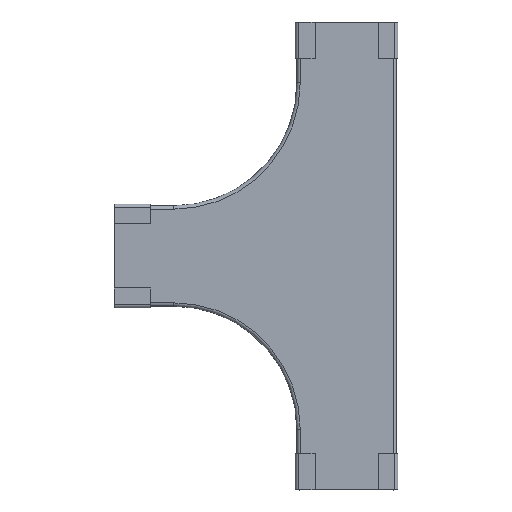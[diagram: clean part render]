
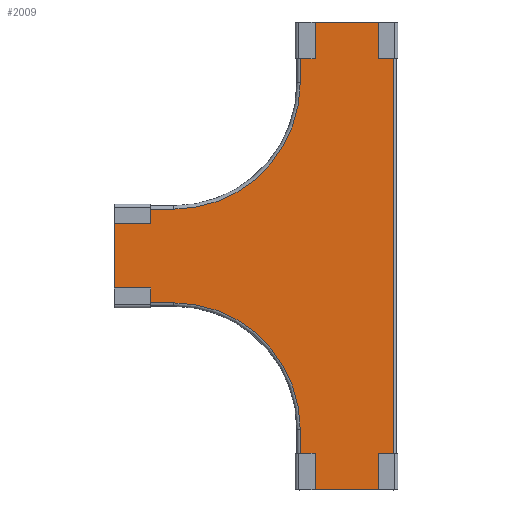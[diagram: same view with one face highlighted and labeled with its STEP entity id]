
A CAD part, top view. The second image highlights one B-rep face of the part: STEP entity #2009.
In plain terms, the highlighted planar face has unit normal (0, 0, 1).
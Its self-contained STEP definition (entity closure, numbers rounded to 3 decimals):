
#96=CIRCLE('',#2194,102.75);
#97=CIRCLE('',#2195,102.75);
#247=FACE_OUTER_BOUND('',#361,.T.);
#361=EDGE_LOOP('',(#1680,#1681,#1682,#1683,#1684,#1685,#1686,#1687,#1688,
#1689));
#534=LINE('',#3284,#734);
#536=LINE('',#3292,#736);
#537=LINE('',#3294,#737);
#538=LINE('',#3298,#738);
#539=LINE('',#3300,#739);
#540=LINE('',#3302,#740);
#541=LINE('',#3306,#741);
#542=LINE('',#3307,#742);
#734=VECTOR('',#2676,1.);
#736=VECTOR('',#2684,1.);
#737=VECTOR('',#2685,1.);
#738=VECTOR('',#2688,1.);
#739=VECTOR('',#2689,1.);
#740=VECTOR('',#2690,1.);
#741=VECTOR('',#2693,1.);
#742=VECTOR('',#2694,1.);
#928=VERTEX_POINT('',#3282);
#929=VERTEX_POINT('',#3283);
#932=VERTEX_POINT('',#3291);
#933=VERTEX_POINT('',#3293);
#934=VERTEX_POINT('',#3295);
#935=VERTEX_POINT('',#3297);
#936=VERTEX_POINT('',#3299);
#937=VERTEX_POINT('',#3301);
#938=VERTEX_POINT('',#3303);
#939=VERTEX_POINT('',#3305);
#1186=EDGE_CURVE('',#928,#929,#534,.T.);
#1190=EDGE_CURVE('',#932,#928,#536,.T.);
#1191=EDGE_CURVE('',#933,#932,#537,.T.);
#1192=EDGE_CURVE('',#934,#933,#96,.T.);
#1193=EDGE_CURVE('',#934,#935,#538,.T.);
#1194=EDGE_CURVE('',#935,#936,#539,.T.);
#1195=EDGE_CURVE('',#937,#936,#540,.T.);
#1196=EDGE_CURVE('',#937,#938,#97,.T.);
#1197=EDGE_CURVE('',#938,#939,#541,.T.);
#1198=EDGE_CURVE('',#929,#939,#542,.T.);
#1680=ORIENTED_EDGE('',*,*,#1186,.F.);
#1681=ORIENTED_EDGE('',*,*,#1190,.F.);
#1682=ORIENTED_EDGE('',*,*,#1191,.F.);
#1683=ORIENTED_EDGE('',*,*,#1192,.F.);
#1684=ORIENTED_EDGE('',*,*,#1193,.T.);
#1685=ORIENTED_EDGE('',*,*,#1194,.T.);
#1686=ORIENTED_EDGE('',*,*,#1195,.F.);
#1687=ORIENTED_EDGE('',*,*,#1196,.T.);
#1688=ORIENTED_EDGE('',*,*,#1197,.T.);
#1689=ORIENTED_EDGE('',*,*,#1198,.F.);
#1912=PLANE('',#2193);
#2009=ADVANCED_FACE('',(#247),#1912,.F.);
#2193=AXIS2_PLACEMENT_3D('',#3290,#2682,#2683);
#2194=AXIS2_PLACEMENT_3D('',#3296,#2686,#2687);
#2195=AXIS2_PLACEMENT_3D('',#3304,#2691,#2692);
#2676=DIRECTION('',(0.,-1.,0.));
#2682=DIRECTION('center_axis',(0.,0.,-1.));
#2683=DIRECTION('ref_axis',(1.,0.,0.));
#2684=DIRECTION('',(1.,0.,0.));
#2685=DIRECTION('',(0.,1.,0.));
#2686=DIRECTION('center_axis',(0.,0.,1.));
#2687=DIRECTION('ref_axis',(0.,-1.,0.));
#2688=DIRECTION('',(-1.,0.,0.));
#2689=DIRECTION('',(0.,-1.,0.));
#2690=DIRECTION('',(-1.,0.,0.));
#2691=DIRECTION('center_axis',(0.,0.,-1.));
#2692=DIRECTION('ref_axis',(0.,1.,0.));
#2693=DIRECTION('',(0.,-1.,0.));
#2694=DIRECTION('',(-1.,0.,0.));
#3282=CARTESIAN_POINT('',(243.498,265.294,0.75));
#3283=CARTESIAN_POINT('',(243.498,-114.956,0.75));
#3284=CARTESIAN_POINT('',(243.498,-42.656,0.75));
#3290=CARTESIAN_POINT('Origin',(88.349,63.295,0.75));
#3291=CARTESIAN_POINT('',(168.099,265.294,0.75));
#3292=CARTESIAN_POINT('',(168.099,265.294,0.75));
#3293=CARTESIAN_POINT('',(168.099,215.994,0.75));
#3294=CARTESIAN_POINT('',(168.099,215.994,0.75));
#3295=CARTESIAN_POINT('',(65.349,113.244,0.75));
#3296=CARTESIAN_POINT('Origin',(65.349,215.994,0.75));
#3297=CARTESIAN_POINT('',(16.799,113.244,0.75));
#3298=CARTESIAN_POINT('',(65.349,113.244,0.75));
#3299=CARTESIAN_POINT('',(16.799,37.094,0.75));
#3300=CARTESIAN_POINT('',(16.799,77.735,0.75));
#3301=CARTESIAN_POINT('',(65.349,37.094,0.75));
#3302=CARTESIAN_POINT('',(65.349,37.094,0.75));
#3303=CARTESIAN_POINT('',(168.099,-65.656,0.75));
#3304=CARTESIAN_POINT('Origin',(65.349,-65.656,0.75));
#3305=CARTESIAN_POINT('',(168.099,-114.956,0.75));
#3306=CARTESIAN_POINT('',(168.099,-65.656,0.75));
#3307=CARTESIAN_POINT('',(289.496,-114.956,0.75));
